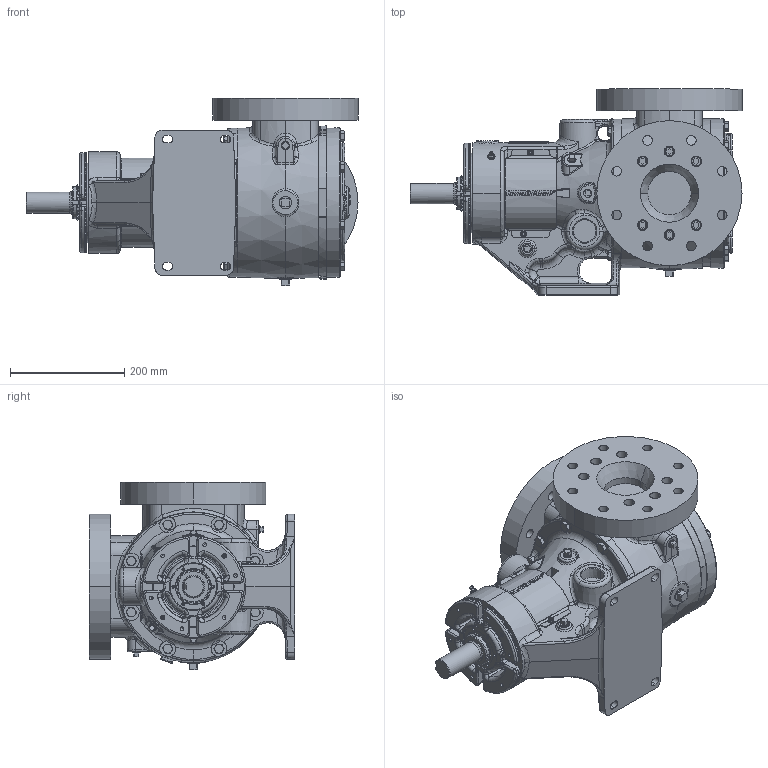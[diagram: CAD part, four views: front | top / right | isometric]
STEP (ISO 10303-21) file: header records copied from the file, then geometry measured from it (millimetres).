
FILE_DESCRIPTION (( 'STEP AP214' ), '1' );
FILE_NAME ('LV-4556.STEP', '2024-04-03T15:05:32', ( '' ), ( '' ), 'SwSTEP 2.0', 'SolidWorks 2022', '' );
FILE_SCHEMA (( 'AUTOMOTIVE_DESIGN' ));
Length unit declared in the file: inch
Products named in the file (1): LV-4556
Bounding box: 581.18 x 360.36 x 327.72 mm (x, y, z)
Volume: 20940228.5 mm3; surface area: 1028789.8 mm2
Topology: 1 solids, 13 shells, 4464 faces, 11398 edges, 7156 vertices
Faces by surface type: plane 1520, bspline 1271, cylinder 887, cone 630, torus 102, sphere 54
Entity records: 252490 total; most frequent: CARTESIAN_POINT 97705, ORIENTED_EDGE 22638, DIRECTION 16254, EDGE_CURVE 11319, VERTEX_POINT 7153, AXIS2_PLACEMENT_3D 6166, EDGE_LOOP 4814, UNCERTAINTY_MEASURE_WITH_UNIT 4467
